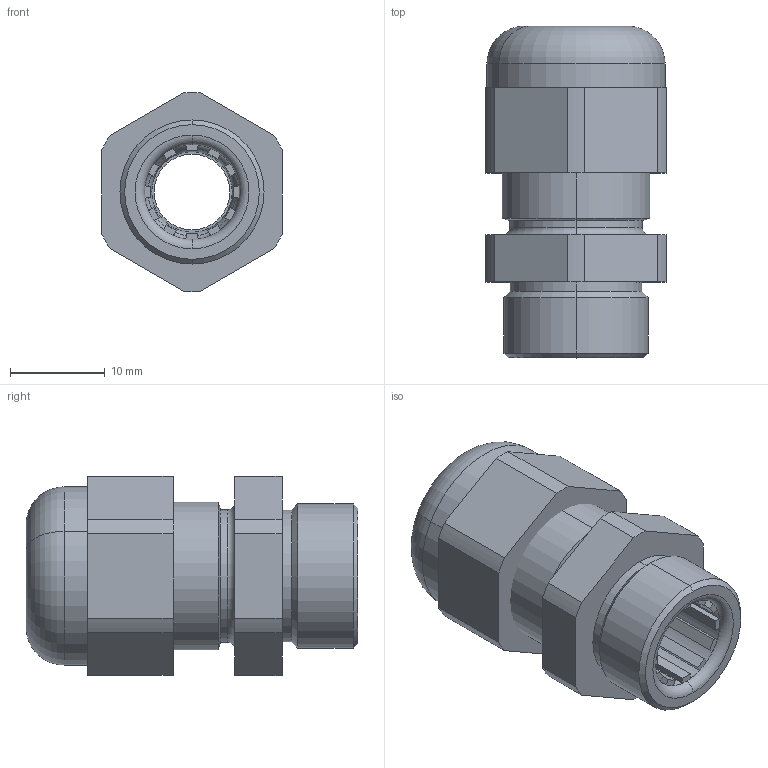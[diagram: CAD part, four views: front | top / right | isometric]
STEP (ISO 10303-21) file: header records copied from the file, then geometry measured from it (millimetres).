
FILE_DESCRIPTION (( 'STEP AP214' ), '1' );
FILE_NAME ('2024713.stp', '2016-08-23T06:18:52', ( '' ), ( '' ), 'SwSTEP 2.0', 'SolidWorks 2014', '' );
FILE_SCHEMA (( 'AUTOMOTIVE_DESIGN' ));
Length unit declared in the file: millimetre
Products named in the file (4): EV501_PG09; EV131-09-02_Pg7 Standard; EV111-09-01_technische Darstellung; 2024713
Assembly tree (3 placements, depth 2):
  2024713
    EV111-09-01_technische Darstellung
    EV131-09-02_Pg7 Standard
    EV501_PG09
Bounding box: 19 x 35 x 21 mm (x, y, z)
Volume: 6116.9 mm3; surface area: 5788.9 mm2
Topology: 3 solids, 3 shells, 342 faces, 917 edges, 584 vertices
Faces by surface type: plane 129, cylinder 126, torus 54, cone 23, bspline 10
Entity records: 11774 total; most frequent: CARTESIAN_POINT 3393, ORIENTED_EDGE 1834, DIRECTION 1643, EDGE_CURVE 917, AXIS2_PLACEMENT_3D 648, VERTEX_POINT 584, EDGE_LOOP 351, VECTOR 347
